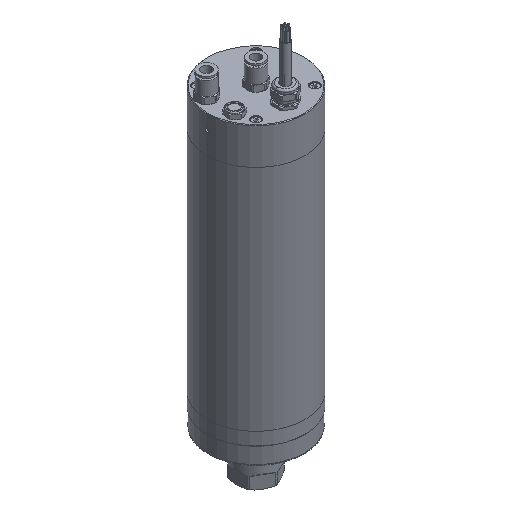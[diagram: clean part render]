
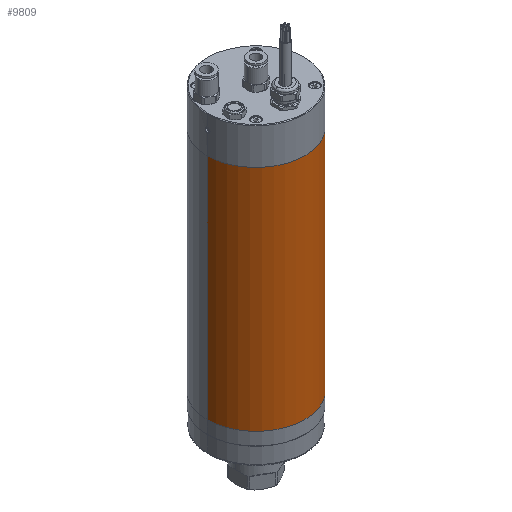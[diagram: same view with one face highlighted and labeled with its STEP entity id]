
A CAD part, isometric view. The second image highlights one B-rep face of the part: STEP entity #9809.
In plain terms, the highlighted cylindrical face has radius 40 mm (diameter 80 mm), a partial arc.
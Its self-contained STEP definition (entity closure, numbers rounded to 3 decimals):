
#623 = CARTESIAN_POINT ( 'NONE',  ( 40., 0., -187. ) ) ;
#1287 = EDGE_CURVE ( 'NONE', #41653, #43054, #37759, .T. ) ;
#5840 = VECTOR ( 'NONE', #38385, 1000. ) ;
#6804 = CARTESIAN_POINT ( 'NONE',  ( 40., 0., 0. ) ) ;
#8131 = CYLINDRICAL_SURFACE ( 'NONE', #22112, 40. ) ;
#8360 = CARTESIAN_POINT ( 'NONE',  ( -40., 0., -187. ) ) ;
#8449 = DIRECTION ( 'NONE',  ( 1., 0., 0. ) ) ;
#9809 = ADVANCED_FACE ( 'NONE', ( #28418 ), #8131, .T. ) ;
#12075 = VERTEX_POINT ( 'NONE', #6804 ) ;
#12504 = CARTESIAN_POINT ( 'NONE',  ( -40., 0., 0. ) ) ;
#12932 = ORIENTED_EDGE ( 'NONE', *, *, #29320, .T. ) ;
#14509 = AXIS2_PLACEMENT_3D ( 'NONE', #30012, #19134, #44773 ) ;
#18461 = CIRCLE ( 'NONE', #47680, 40. ) ;
#19134 = DIRECTION ( 'NONE',  ( 0., 0., -1. ) ) ;
#20966 = ORIENTED_EDGE ( 'NONE', *, *, #24981, .T. ) ;
#22112 = AXIS2_PLACEMENT_3D ( 'NONE', #23676, #27247, #8449 ) ;
#23561 = CARTESIAN_POINT ( 'NONE',  ( -40., 0., 0. ) ) ;
#23585 = CIRCLE ( 'NONE', #14509, 40. ) ;
#23676 = CARTESIAN_POINT ( 'NONE',  ( 0., 0., 0. ) ) ;
#24981 = EDGE_CURVE ( 'NONE', #26200, #12075, #37001, .T. ) ;
#26200 = VERTEX_POINT ( 'NONE', #623 ) ;
#26372 = DIRECTION ( 'NONE',  ( 0., 0., 1. ) ) ;
#27247 = DIRECTION ( 'NONE',  ( 0., 0., 1. ) ) ;
#28418 = FACE_OUTER_BOUND ( 'NONE', #33976, .T. ) ;
#29320 = EDGE_CURVE ( 'NONE', #41653, #26200, #18461, .T. ) ;
#29707 = ORIENTED_EDGE ( 'NONE', *, *, #1287, .F. ) ;
#30012 = CARTESIAN_POINT ( 'NONE',  ( 0., 0., 0. ) ) ;
#30097 = EDGE_CURVE ( 'NONE', #12075, #43054, #23585, .T. ) ;
#32313 = DIRECTION ( 'NONE',  ( 0., 0., 1. ) ) ;
#33976 = EDGE_LOOP ( 'NONE', ( #29707, #12932, #20966, #45874 ) ) ;
#36206 = CARTESIAN_POINT ( 'NONE',  ( 40., 0., 0. ) ) ;
#37001 = LINE ( 'NONE', #36206, #44559 ) ;
#37759 = LINE ( 'NONE', #12504, #5840 ) ;
#38385 = DIRECTION ( 'NONE',  ( 0., 0., 1. ) ) ;
#40976 = CARTESIAN_POINT ( 'NONE',  ( 0., 0., -187. ) ) ;
#41653 = VERTEX_POINT ( 'NONE', #8360 ) ;
#43054 = VERTEX_POINT ( 'NONE', #23561 ) ;
#44559 = VECTOR ( 'NONE', #32313, 1000. ) ;
#44721 = DIRECTION ( 'NONE',  ( 1., 0., 0. ) ) ;
#44773 = DIRECTION ( 'NONE',  ( 1., 0., 0. ) ) ;
#45874 = ORIENTED_EDGE ( 'NONE', *, *, #30097, .T. ) ;
#47680 = AXIS2_PLACEMENT_3D ( 'NONE', #40976, #26372, #44721 ) ;
